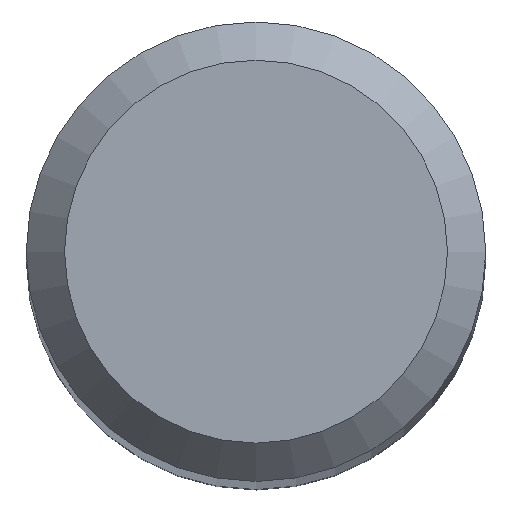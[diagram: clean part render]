
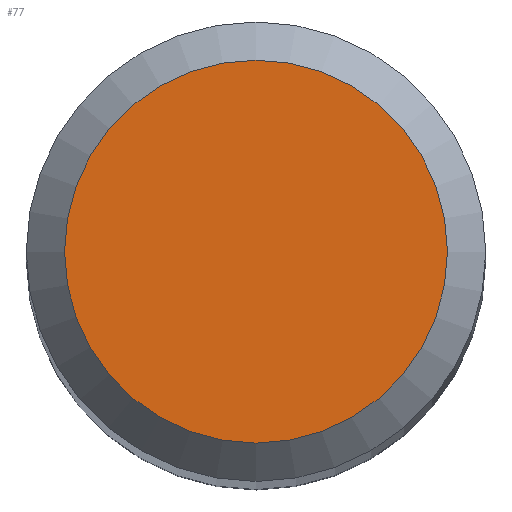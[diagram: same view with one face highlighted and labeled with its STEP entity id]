
A CAD part, top view. The second image highlights one B-rep face of the part: STEP entity #77.
In plain terms, the highlighted planar face has unit normal (0, 0, 1).
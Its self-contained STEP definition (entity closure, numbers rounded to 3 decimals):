
#61=PLANE('',#176);
#67=FACE_OUTER_BOUND('',#109,.T.);
#77=ADVANCED_FACE('',(#67),#61,.T.);
#109=EDGE_LOOP('',(#127));
#127=ORIENTED_EDGE('',*,*,#148,.T.);
#139=VERTEX_POINT('',#248);
#148=EDGE_CURVE('',#139,#139,#157,.T.);
#157=CIRCLE('',#175,2.5);
#175=AXIS2_PLACEMENT_3D('',#247,#212,#213);
#176=AXIS2_PLACEMENT_3D('',#249,#214,#215);
#212=DIRECTION('',(0.,0.,1.));
#213=DIRECTION('',(0.,-1.,0.));
#214=DIRECTION('',(0.,0.,1.));
#215=DIRECTION('',(0.,-1.,0.));
#247=CARTESIAN_POINT('',(0.,0.,58.));
#248=CARTESIAN_POINT('',(0.,-2.5,58.));
#249=CARTESIAN_POINT('',(0.,0.,58.));
